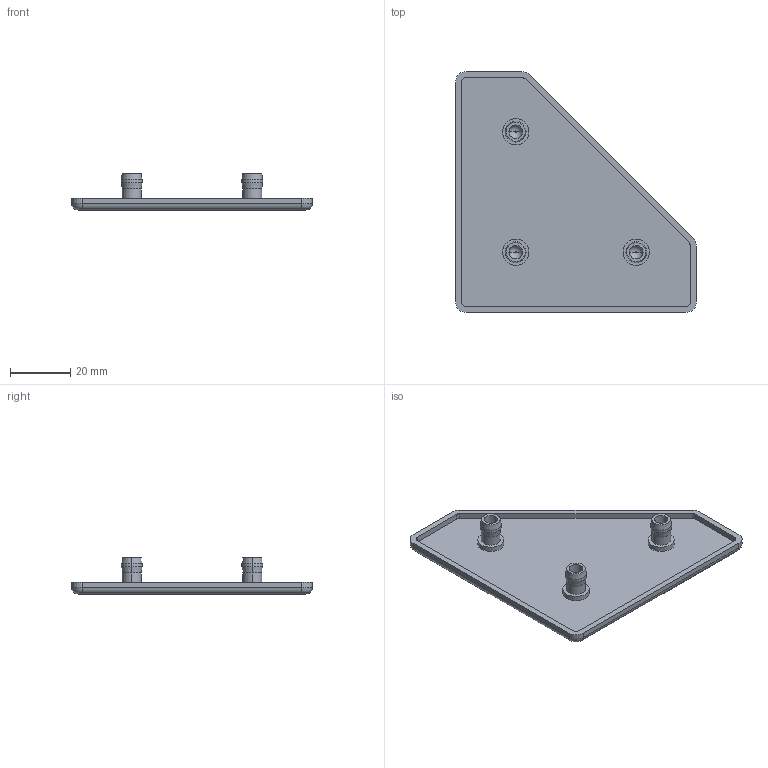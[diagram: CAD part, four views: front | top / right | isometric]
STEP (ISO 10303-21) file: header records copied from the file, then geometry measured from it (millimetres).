
FILE_DESCRIPTION (( 'STEP AP214' ), '1' );
FILE_NAME ('SZ0023S Profile Cap 80x80 45.STEP', '2021-10-21T11:59:41', ( '' ), ( '' ), 'SwSTEP 2.0', 'SolidWorks 2021', '' );
FILE_SCHEMA (( 'AUTOMOTIVE_DESIGN' ));
Length unit declared in the file: millimetre
Products named in the file (1): SZ0023S Profile Cap 80x80 45
Bounding box: 80 x 80 x 12 mm (x, y, z)
Volume: 11169.5 mm3; surface area: 11929.7 mm2
Topology: 1 solids, 1 shells, 84 faces, 182 edges, 110 vertices
Faces by surface type: cylinder 39, plane 22, cone 12, torus 11
Entity records: 2536 total; most frequent: CARTESIAN_POINT 617, DIRECTION 431, ORIENTED_EDGE 364, EDGE_CURVE 182, AXIS2_PLACEMENT_3D 175, VERTEX_POINT 110, EDGE_LOOP 94, CIRCLE 90
